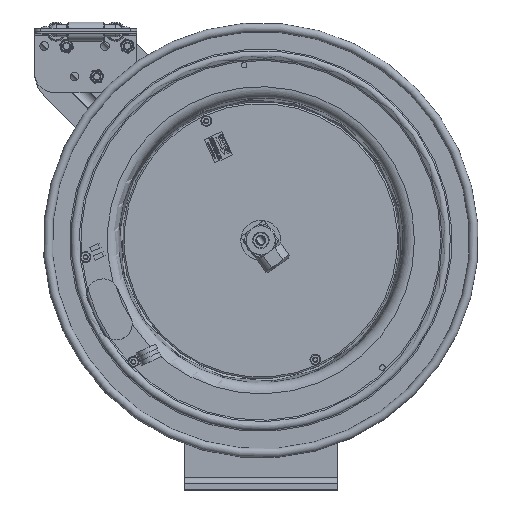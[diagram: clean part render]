
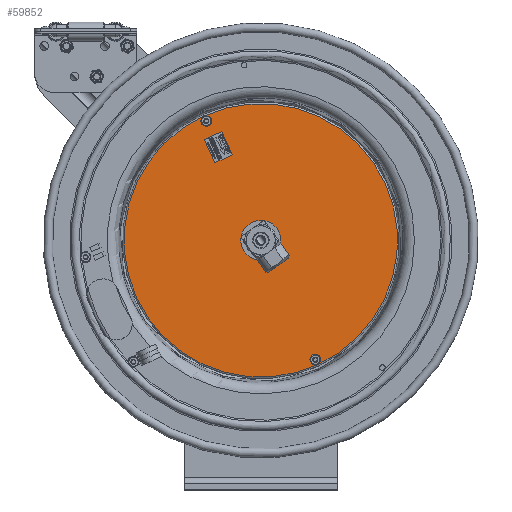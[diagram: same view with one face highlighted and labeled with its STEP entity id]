
A CAD part, top view. The second image highlights one B-rep face of the part: STEP entity #59852.
In plain terms, the highlighted planar face has unit normal (0, 0, 1).
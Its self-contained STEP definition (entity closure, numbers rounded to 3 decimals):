
#3909=FACE_BOUND('',#8270,.T.);
#3910=FACE_BOUND('',#8271,.T.);
#3911=FACE_BOUND('',#8272,.T.);
#5758=FACE_OUTER_BOUND('',#8269,.T.);
#8269=EDGE_LOOP('',(#51850,#51851));
#8270=EDGE_LOOP('',(#51852));
#8271=EDGE_LOOP('',(#51853));
#8272=EDGE_LOOP('',(#51854));
#10259=CIRCLE('',#63520,5.345);
#10260=CIRCLE('',#63521,5.345);
#10264=CIRCLE('',#63526,0.1);
#10265=CIRCLE('',#63527,0.1);
#10266=CIRCLE('',#63528,0.65);
#28404=VERTEX_POINT('',#103225);
#28405=VERTEX_POINT('',#103226);
#28408=VERTEX_POINT('',#103235);
#28409=VERTEX_POINT('',#103237);
#28410=VERTEX_POINT('',#103239);
#38036=EDGE_CURVE('',#28404,#28405,#10259,.T.);
#38037=EDGE_CURVE('',#28405,#28404,#10260,.T.);
#38041=EDGE_CURVE('',#28408,#28408,#10264,.T.);
#38042=EDGE_CURVE('',#28409,#28409,#10265,.T.);
#38043=EDGE_CURVE('',#28410,#28410,#10266,.T.);
#51850=ORIENTED_EDGE('',*,*,#38036,.T.);
#51851=ORIENTED_EDGE('',*,*,#38037,.T.);
#51852=ORIENTED_EDGE('',*,*,#38041,.T.);
#51853=ORIENTED_EDGE('',*,*,#38042,.T.);
#51854=ORIENTED_EDGE('',*,*,#38043,.T.);
#55623=PLANE('',#63525);
#59852=ADVANCED_FACE('',(#5758,#3909,#3910,#3911),#55623,.T.);
#63520=AXIS2_PLACEMENT_3D('',#103227,#74567,#74568);
#63521=AXIS2_PLACEMENT_3D('',#103228,#74569,#74570);
#63525=AXIS2_PLACEMENT_3D('',#103234,#74577,#74578);
#63526=AXIS2_PLACEMENT_3D('',#103236,#74579,#74580);
#63527=AXIS2_PLACEMENT_3D('',#103238,#74581,#74582);
#63528=AXIS2_PLACEMENT_3D('',#103240,#74583,#74584);
#74567=DIRECTION('center_axis',(0.,0.,
1.));
#74568=DIRECTION('ref_axis',(0.91,0.416,0.));
#74569=DIRECTION('center_axis',(0.,0.,
1.));
#74570=DIRECTION('ref_axis',(0.91,0.416,0.));
#74577=DIRECTION('center_axis',(0.,0.,
1.));
#74578=DIRECTION('ref_axis',(0.416,-0.91,0.));
#74579=DIRECTION('center_axis',(0.,0.,
-1.));
#74580=DIRECTION('ref_axis',(0.91,0.416,0.));
#74581=DIRECTION('center_axis',(0.,0.,
-1.));
#74582=DIRECTION('ref_axis',(0.91,0.416,0.));
#74583=DIRECTION('center_axis',(0.,0.,
-1.));
#74584=DIRECTION('ref_axis',(-0.91,-0.416,0.));
#103225=CARTESIAN_POINT('',(4.831,2.678,2.752));
#103226=CARTESIAN_POINT('',(-2.252,5.318,2.752));
#103227=CARTESIAN_POINT('Origin',(-0.031,0.456,
2.752));
#103228=CARTESIAN_POINT('Origin',(-0.031,0.456,
2.752));
#103234=CARTESIAN_POINT('Origin',(2.4,1.567,2.752));
#103235=CARTESIAN_POINT('',(2.19,-4.164,2.752));
#103236=CARTESIAN_POINT('Origin',(2.1,-4.205,2.752));
#103237=CARTESIAN_POINT('',(-2.07,5.159,2.752));
#103238=CARTESIAN_POINT('Origin',(-2.161,5.117,2.752));
#103239=CARTESIAN_POINT('',(0.561,0.726,2.752));
#103240=CARTESIAN_POINT('Origin',(-0.031,0.456,
2.752));
